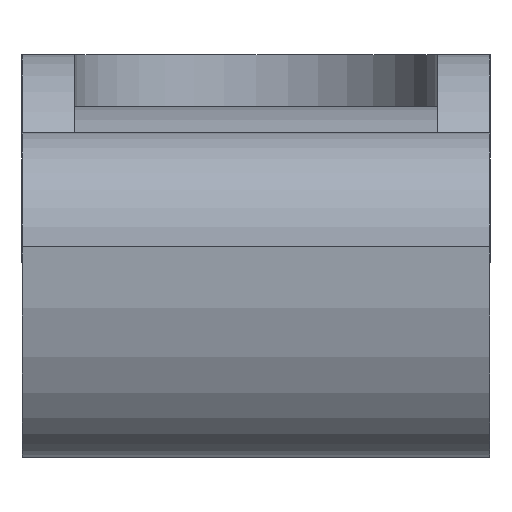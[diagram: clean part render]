
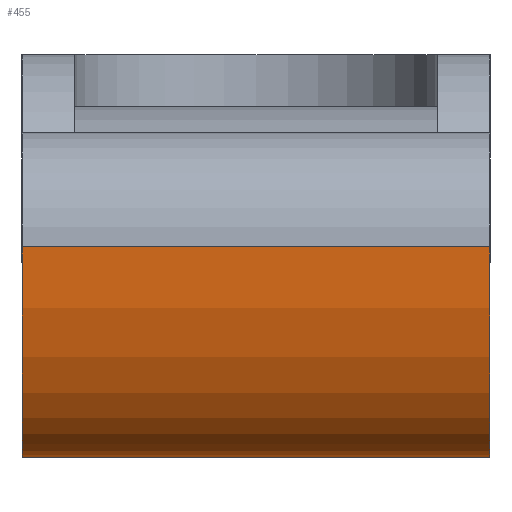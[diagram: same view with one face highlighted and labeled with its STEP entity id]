
A CAD part, front view. The second image highlights one B-rep face of the part: STEP entity #455.
In plain terms, the highlighted free-form (B-spline) face has degree [3, 1] with [4, 2] control points.
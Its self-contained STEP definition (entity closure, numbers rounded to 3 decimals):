
#33 = ORIENTED_EDGE ( 'NONE', *, *, #672, .F. ) ;
#97 = CARTESIAN_POINT ( 'NONE',  ( -4.5, -2.2, 0. ) ) ;
#118 = CARTESIAN_POINT ( 'NONE',  ( -4.5, -1.289, -4.05 ) ) ;
#125 = CARTESIAN_POINT ( 'NONE',  ( 4.5, 0., -4.05 ) ) ;
#204 = CARTESIAN_POINT ( 'NONE',  ( -4.5, 0., -4.05 ) ) ;
#243 = CARTESIAN_POINT ( 'NONE',  ( 4.5, -2.2, 0. ) ) ;
#299 = ORIENTED_EDGE ( 'NONE', *, *, #833, .F. ) ;
#346 = CARTESIAN_POINT ( 'NONE',  ( -4.5, -2.2, -2.372 ) ) ;
#351 = VECTOR ( 'NONE', #1263, 1000. ) ;
#354 = CARTESIAN_POINT ( 'NONE',  ( 4.5, 0., -4.05 ) ) ;
#446 = ORIENTED_EDGE ( 'NONE', *, *, #1314, .T. ) ;
#455 = ADVANCED_FACE ( 'NONE', ( #479 ), #663, .F. ) ;
#479 = FACE_OUTER_BOUND ( 'NONE', #1174, .T. ) ;
#508 = DIRECTION ( 'NONE',  ( -1., 0., 0. ) ) ;
#540 = VERTEX_POINT ( 'NONE', #1001 ) ;
#606 = CARTESIAN_POINT ( 'NONE',  ( 4.5, -2.2, 0. ) ) ;
#637 = CARTESIAN_POINT ( 'NONE',  ( 4.5, -2.2, -2.372 ) ) ;
#663 =( BOUNDED_SURFACE ( )  B_SPLINE_SURFACE ( 3, 1, ( 
 ( #870, #97 ),
 ( #1384, #346 ),
 ( #1248, #745 ),
 ( #1352, #204 ) ),
 .UNSPECIFIED., .F., .F., .F. ) 
 B_SPLINE_SURFACE_WITH_KNOTS ( ( 4, 4 ),
 ( 2, 2 ),
 ( 0., 1. ),
 ( 0., 1. ),
 .UNSPECIFIED. ) 
 GEOMETRIC_REPRESENTATION_ITEM ( )  RATIONAL_B_SPLINE_SURFACE ( (
 ( 1., 1.),
 ( 0.805, 0.805),
 ( 0.805, 0.805),
 ( 1., 1.) ) ) 
 REPRESENTATION_ITEM ( '' )  SURFACE ( )  );
#672 = EDGE_CURVE ( 'NONE', #950, #1135, #1273, .T. ) ;
#745 = CARTESIAN_POINT ( 'NONE',  ( -4.5, -1.289, -4.05 ) ) ;
#753 = CARTESIAN_POINT ( 'NONE',  ( 4.5, -1.289, -4.05 ) ) ;
#758 = CARTESIAN_POINT ( 'NONE',  ( -4.5, -2.2, 0. ) ) ;
#791 = CARTESIAN_POINT ( 'NONE',  ( 4.5, 0., -4.05 ) ) ;
#831 =( BOUNDED_CURVE ( )  B_SPLINE_CURVE ( 3, ( #606, #637, #753, #354 ),
 .UNSPECIFIED., .F., .T. ) 
 B_SPLINE_CURVE_WITH_KNOTS ( ( 4, 4 ),
 ( 4.712, 6.283 ),
 .UNSPECIFIED. ) 
 CURVE ( )  GEOMETRIC_REPRESENTATION_ITEM ( )  RATIONAL_B_SPLINE_CURVE ( ( 1., 0.805, 0.805, 1. ) ) 
 REPRESENTATION_ITEM ( '' )  );
#833 = EDGE_CURVE ( 'NONE', #540, #950, #831, .T. ) ;
#845 = EDGE_CURVE ( 'NONE', #540, #1259, #1246, .T. ) ;
#870 = CARTESIAN_POINT ( 'NONE',  ( 4.5, -2.2, 0. ) ) ;
#950 = VERTEX_POINT ( 'NONE', #791 ) ;
#1001 = CARTESIAN_POINT ( 'NONE',  ( 4.5, -2.2, 0. ) ) ;
#1135 = VERTEX_POINT ( 'NONE', #1345 ) ;
#1174 = EDGE_LOOP ( 'NONE', ( #446, #33, #299, #1178 ) ) ;
#1178 = ORIENTED_EDGE ( 'NONE', *, *, #845, .T. ) ;
#1246 = LINE ( 'NONE', #243, #351 ) ;
#1248 = CARTESIAN_POINT ( 'NONE',  ( 4.5, -1.289, -4.05 ) ) ;
#1259 = VERTEX_POINT ( 'NONE', #1641 ) ;
#1263 = DIRECTION ( 'NONE',  ( -1., 0., 0. ) ) ;
#1268 = CARTESIAN_POINT ( 'NONE',  ( -4.5, -2.2, -2.372 ) ) ;
#1273 = LINE ( 'NONE', #125, #1622 ) ;
#1314 = EDGE_CURVE ( 'NONE', #1259, #1135, #1400, .T. ) ;
#1345 = CARTESIAN_POINT ( 'NONE',  ( -4.5, 0., -4.05 ) ) ;
#1352 = CARTESIAN_POINT ( 'NONE',  ( 4.5, 0., -4.05 ) ) ;
#1384 = CARTESIAN_POINT ( 'NONE',  ( 4.5, -2.2, -2.372 ) ) ;
#1400 =( BOUNDED_CURVE ( )  B_SPLINE_CURVE ( 3, ( #758, #1268, #118, #1563 ),
 .UNSPECIFIED., .F., .T. ) 
 B_SPLINE_CURVE_WITH_KNOTS ( ( 4, 4 ),
 ( 4.712, 6.283 ),
 .UNSPECIFIED. ) 
 CURVE ( )  GEOMETRIC_REPRESENTATION_ITEM ( )  RATIONAL_B_SPLINE_CURVE ( ( 1., 0.805, 0.805, 1. ) ) 
 REPRESENTATION_ITEM ( '' )  );
#1563 = CARTESIAN_POINT ( 'NONE',  ( -4.5, 0., -4.05 ) ) ;
#1622 = VECTOR ( 'NONE', #508, 1000. ) ;
#1641 = CARTESIAN_POINT ( 'NONE',  ( -4.5, -2.2, 0. ) ) ;
